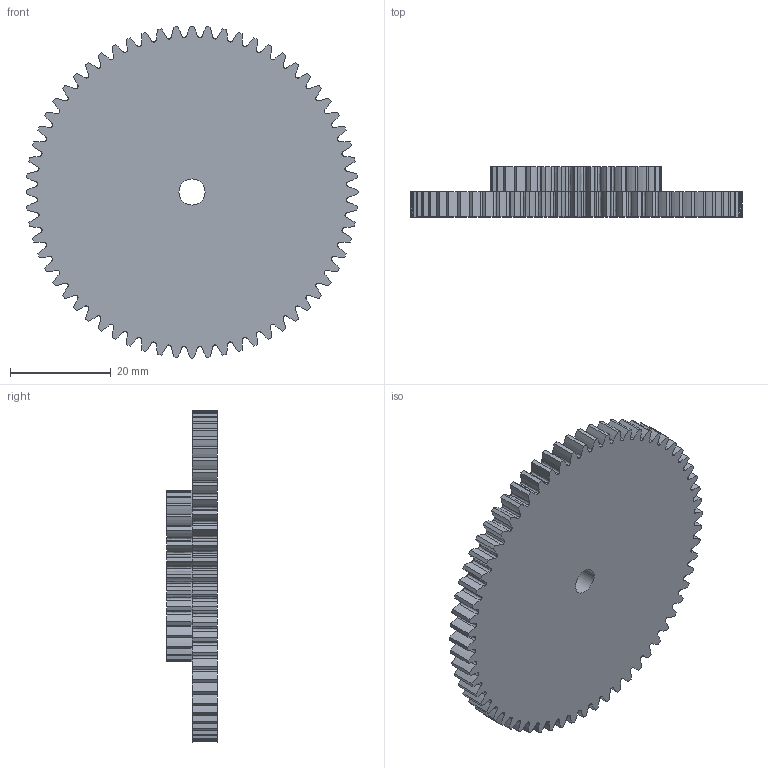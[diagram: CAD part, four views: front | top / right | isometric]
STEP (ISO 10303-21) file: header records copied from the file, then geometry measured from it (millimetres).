
FILE_DESCRIPTION(/* description */ (''),/* implementation_level */ '2;1');
FILE_NAME(/* name */ 'gear1.step',/* time_stamp */ '2025-11-21T17:54:44-08:00',/* author */ (''),/* organization */ (''),/* preprocessor_version */ 'ST-DEVELOPER v20.1',/* originating_system */ 'Autodesk Translation Framework v14.21.0.0',/* authorisation */ '');
FILE_SCHEMA (('AUTOMOTIVE_DESIGN { 1 0 10303 214 3 1 1 }'));
Products named in the file (8): bigescapement pelase work; wheel; Spur Gear (64 teeth) (1); Spur Gear (32 teeth) (1); Spur Gear (8 teeth); Spur Gear (48 teeth); Spur Gear (8 teeth) (1); Spur Gear (80 teeth)
Assembly tree (7 placements, depth 2):
  bigescapement pelase work
    wheel
    Spur Gear (64 teeth) (1)
    Spur Gear (32 teeth) (1)
    Spur Gear (8 teeth)
    Spur Gear (48 teeth)
    Spur Gear (8 teeth) (1)
    Spur Gear (80 teeth)
Bounding box: 66 x 10 x 66 mm (x, y, z)
Volume: 19801.3 mm3; surface area: 11020.1 mm2
Topology: 2 solids, 2 shells, 582 faces, 1734 edges, 1156 vertices
Faces by surface type: bspline 384, cylinder 194, plane 4
Full cylindrical faces by diameter (mm): 5.2 x2
Entity records: 73070 total; most frequent: CARTESIAN_POINT 60835, ORIENTED_EDGE 3468, EDGE_CURVE 1734, DIRECTION 1396, VERTEX_POINT 1156, B_SPLINE_CURVE_WITH_KNOTS 768, AXIS2_PLACEMENT_3D 601, EDGE_LOOP 586
